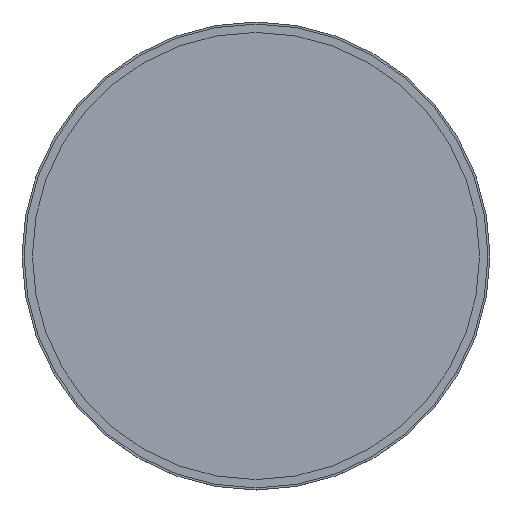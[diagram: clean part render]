
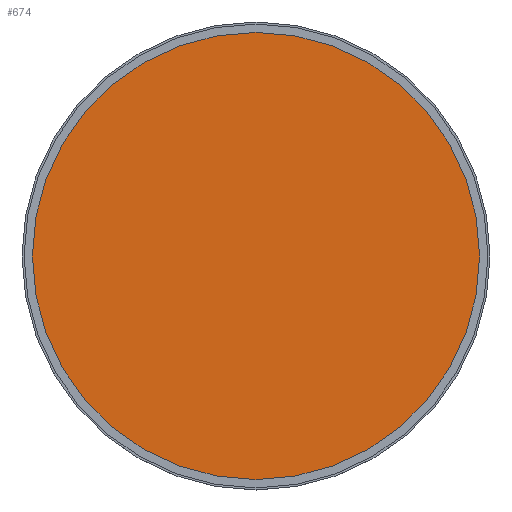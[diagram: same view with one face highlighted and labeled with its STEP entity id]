
A CAD part, top view. The second image highlights one B-rep face of the part: STEP entity #674.
In plain terms, the highlighted planar face has unit normal (0, 0, 1).
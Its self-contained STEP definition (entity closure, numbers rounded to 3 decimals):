
#272=CARTESIAN_POINT('',(-215.0,0.,17.0));
#273=VERTEX_POINT('',#272);
#282=CARTESIAN_POINT('',(215.0,0.,17.0));
#283=VERTEX_POINT('',#282);
#284=CARTESIAN_POINT('',(0.0,0.0,17.0));
#285=DIRECTION('',(0.0,0.0,1.0));
#286=DIRECTION('',(-1.0,0.0,0.0));
#287=AXIS2_PLACEMENT_3D('',#284,#285,#286);
#288=CIRCLE('',#287,215.0);
#289=EDGE_CURVE('',#283,#273,#288,.T.);
#585=CARTESIAN_POINT('',(0.0,0.0,17.0));
#586=DIRECTION('',(0.0,0.0,1.0));
#587=DIRECTION('',(-1.0,0.0,0.0));
#588=AXIS2_PLACEMENT_3D('',#585,#586,#587);
#589=CIRCLE('',#588,215.0);
#590=EDGE_CURVE('',#273,#283,#589,.T.);
#665=CARTESIAN_POINT('',(20.455,0.,17.0));
#666=DIRECTION('',(0.0,0.0,1.0));
#667=DIRECTION('',(1.0,0.0,0.0));
#668=AXIS2_PLACEMENT_3D('',#665,#666,#667);
#669=PLANE('',#668);
#670=ORIENTED_EDGE('',*,*,#289,.T.);
#671=ORIENTED_EDGE('',*,*,#590,.T.);
#672=EDGE_LOOP('',(#670,#671));
#673=FACE_OUTER_BOUND('',#672,.T.);
#674=ADVANCED_FACE('',(#673),#669,.T.);
